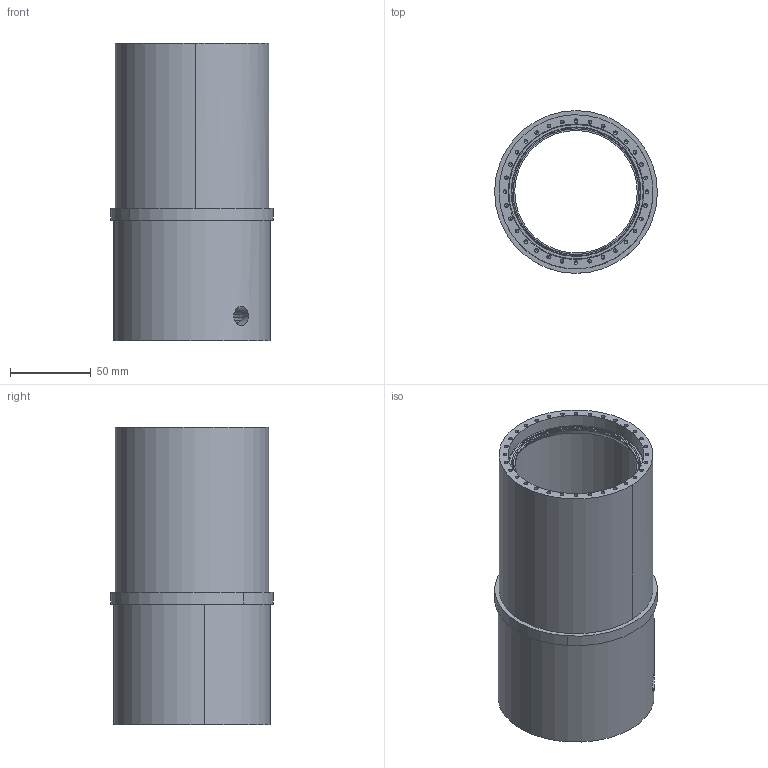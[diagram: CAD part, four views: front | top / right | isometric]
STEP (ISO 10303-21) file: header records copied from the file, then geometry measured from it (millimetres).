
FILE_DESCRIPTION(('CoCreate Modeling STEP Export'),'2;1');
FILE_NAME('enclosure_pmt_ver_A.stp','2012-05-27T20:44:02',(''),(''),'CoCreate Modeling STEP processor for AP214 (Solid Model)','CoCreate Modeling 16.00A 16-Aug-2008 (C) Parametric Technology GmbH','');
FILE_SCHEMA(('AUTOMOTIVE_DESIGN { 1 0 10303 214 1 1 1 1 }'));
Length unit declared in the file: millimetre
Products named in the file (2): PMT_housing_Cu_nonrot
Assembly tree (1 placements, depth 2):
  PMT_housing_Cu_nonrot
    PMT_housing_Cu_nonrot
Bounding box: 100.99 x 100.99 x 184.34 mm (x, y, z)
Volume: 404064.6 mm3; surface area: 117362.9 mm2
Topology: 1 solids, 1 shells, 455 faces, 1075 edges, 565 vertices
Faces by surface type: cylinder 287, cone 134, plane 20, torus 14
Entity records: 11495 total; most frequent: CARTESIAN_POINT 2481, ORIENTED_EDGE 1894, DIRECTION 1276, EDGE_CURVE 947, VERTEX_POINT 565, EDGE_LOOP 530, FACE_OUTER_BOUND 455, ADVANCED_FACE 455
